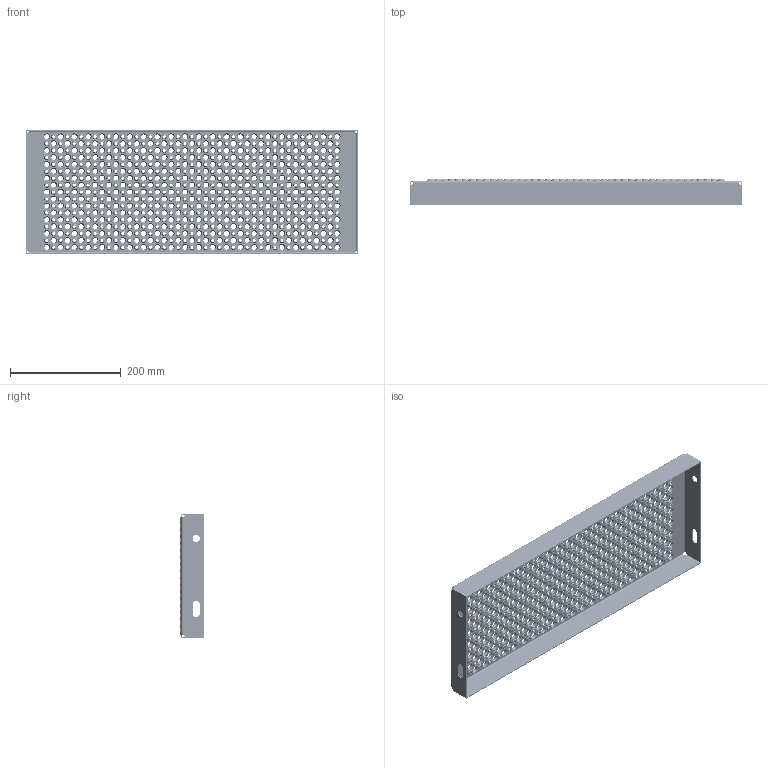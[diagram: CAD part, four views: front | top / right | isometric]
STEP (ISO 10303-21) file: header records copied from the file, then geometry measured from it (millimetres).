
FILE_DESCRIPTION (( 'STEP AP203' ), '1' );
FILE_NAME ('21044_PcP RUSTFRI TRIN_O2_225x600X45mm_M_OPTRÆK.STEP', '2014-02-18T07:49:58', ( '' ), ( '' ), 'SwSTEP 2.0', 'SolidWorks 2013', '' );
FILE_SCHEMA (( 'CONFIG_CONTROL_DESIGN' ));
Length unit declared in the file: millimetre
Products named in the file (1): 21044_PcP RUSTFRI TRIN_O2_225x600X45mm_M_OPTRÆK
Bounding box: 600 x 45 x 225 mm (x, y, z)
Volume: 397479.3 mm3; surface area: 423473.5 mm2
Topology: 1 solids, 1 shells, 5179 faces, 11844 edges, 7398 vertices
Faces by surface type: cone 2924, cylinder 1490, plane 757, bspline 8
Entity records: 151477 total; most frequent: DIRECTION 29506, CARTESIAN_POINT 25014, ORIENTED_EDGE 23688, AXIS2_PLACEMENT_3D 12522, EDGE_CURVE 11844, VERTEX_POINT 7398, EDGE_LOOP 7380, CIRCLE 7350
